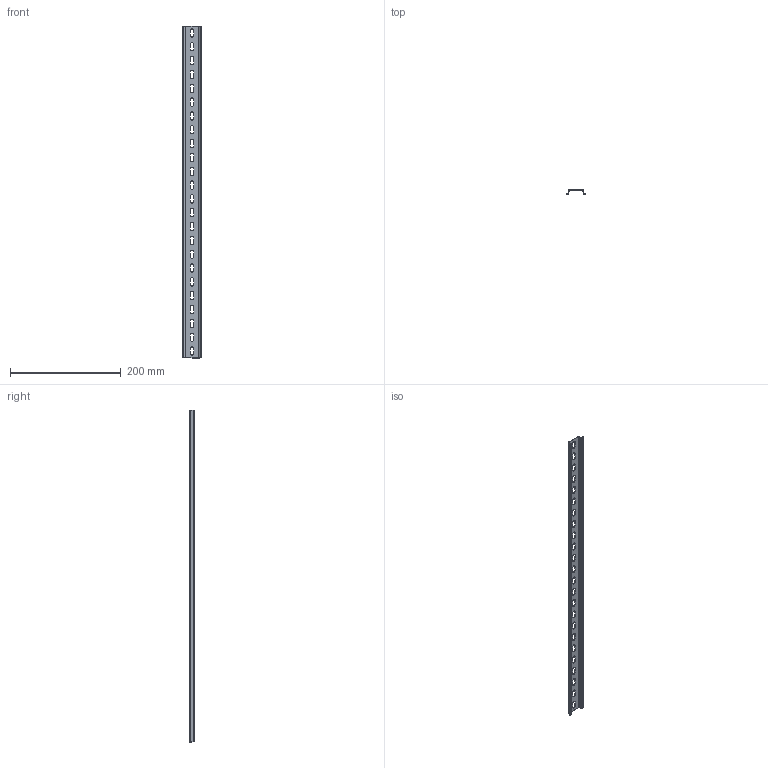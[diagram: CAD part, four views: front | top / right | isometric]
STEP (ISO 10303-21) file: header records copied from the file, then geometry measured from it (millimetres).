
FILE_DESCRIPTION (( 'STEP AP214' ), '1' );
FILE_NAME ('NBPC-24-DIN35K_3D.STEP', '2022-04-27T16:45:59', ( '' ), ( '' ), 'SwSTEP 2.0', 'SolidWorks 2021', '' );
FILE_SCHEMA (( 'AUTOMOTIVE_DESIGN' ));
Length unit declared in the file: inch
Products named in the file (2): Copy of DIN24^NBPC-24-DIN35K; NBPC-24-DIN35K_3D
Assembly tree (1 placements, depth 2):
  NBPC-24-DIN35K_3D
    Copy of DIN24^NBPC-24-DIN35K
Bounding box: 35 x 7.5 x 600.08 mm (x, y, z)
Volume: 25406 mm3; surface area: 52226.9 mm2
Topology: 1 solids, 1 shells, 158 faces, 436 edges, 280 vertices
Faces by surface type: cylinder 80, plane 78
Entity records: 5214 total; most frequent: DIRECTION 920, CARTESIAN_POINT 878, ORIENTED_EDGE 872, EDGE_CURVE 436, AXIS2_PLACEMENT_3D 322, VERTEX_POINT 280, LINE 276, VECTOR 276
